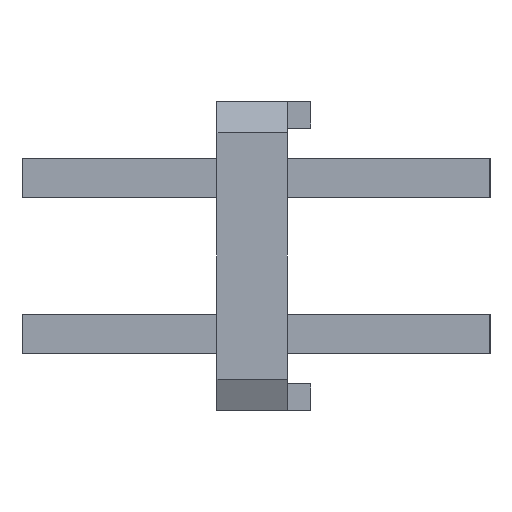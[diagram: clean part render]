
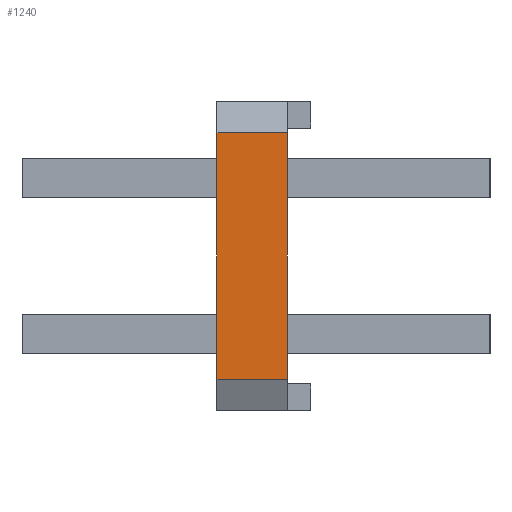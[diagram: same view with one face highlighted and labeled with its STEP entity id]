
A CAD part, left-side view. The second image highlights one B-rep face of the part: STEP entity #1240.
In plain terms, the highlighted planar face has unit normal (-1, 0, 0).
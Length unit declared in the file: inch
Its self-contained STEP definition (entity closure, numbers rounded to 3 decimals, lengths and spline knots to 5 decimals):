
#1240 = ADVANCED_FACE( '', ( #2668 ), #2669, .F. );
#2668 = FACE_OUTER_BOUND( '', #4292, .T. );
#2669 = PLANE( '', #4293 );
#4292 = EDGE_LOOP( '', ( #7952, #7953, #7954, #7955 ) );
#4293 = AXIS2_PLACEMENT_3D( '', #7956, #7957, #7958 );
#7952 = ORIENTED_EDGE( '', *, *, #9960, .F. );
#7953 = ORIENTED_EDGE( '', *, *, #11163, .F. );
#7954 = ORIENTED_EDGE( '', *, *, #11164, .F. );
#7955 = ORIENTED_EDGE( '', *, *, #10680, .T. );
#7956 = CARTESIAN_POINT( '', ( -0.5, 0.06, -0.079 ) );
#7957 = DIRECTION( '', ( 1., 0., 0. ) );
#7958 = DIRECTION( '', ( 0., 0., -1. ) );
#9960 = EDGE_CURVE( '', #12135, #12137, #12138, .T. );
#10680 = EDGE_CURVE( '', #13247, #12137, #13248, .T. );
#11163 = EDGE_CURVE( '', #13898, #12135, #13899, .T. );
#11164 = EDGE_CURVE( '', #13247, #13898, #13900, .T. );
#12135 = VERTEX_POINT( '', #15211 );
#12137 = VERTEX_POINT( '', #15214 );
#12138 = LINE( '', #15215, #15216 );
#13247 = VERTEX_POINT( '', #16873 );
#13248 = LINE( '', #16874, #16875 );
#13898 = VERTEX_POINT( '', #17864 );
#13899 = LINE( '', #17865, #17866 );
#13900 = LINE( '', #17867, #17868 );
#15211 = CARTESIAN_POINT( '', ( -0.5, 0.015, 0.079 ) );
#15214 = CARTESIAN_POINT( '', ( -0.5, 0.015, -0.079 ) );
#15215 = CARTESIAN_POINT( '', ( -0.5, 0.015, -0.079 ) );
#15216 = VECTOR( '', #18687, 39.37008 );
#16873 = CARTESIAN_POINT( '', ( -0.5, 0.06, -0.079 ) );
#16874 = CARTESIAN_POINT( '', ( -0.5, 0.06, -0.079 ) );
#16875 = VECTOR( '', #19236, 39.37008 );
#17864 = CARTESIAN_POINT( '', ( -0.5, 0.06, 0.079 ) );
#17865 = CARTESIAN_POINT( '', ( -0.5, 0.06, 0.079 ) );
#17866 = VECTOR( '', #19576, 39.37008 );
#17867 = CARTESIAN_POINT( '', ( -0.5, 0.06, -0.079 ) );
#17868 = VECTOR( '', #19577, 39.37008 );
#18687 = DIRECTION( '', ( 0., 0., -1. ) );
#19236 = DIRECTION( '', ( 0., -1., 0. ) );
#19576 = DIRECTION( '', ( 0., -1., 0. ) );
#19577 = DIRECTION( '', ( 0., 0., 1. ) );
